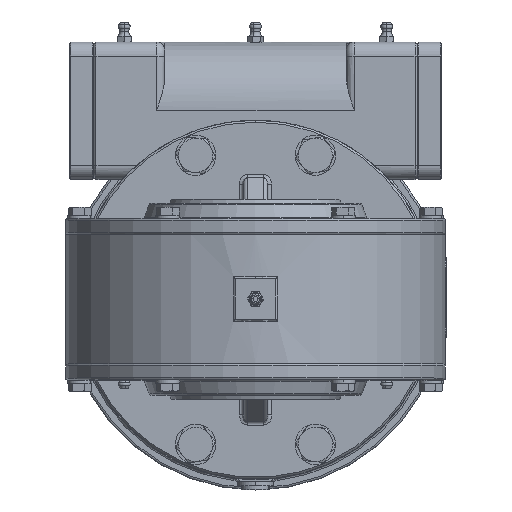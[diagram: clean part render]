
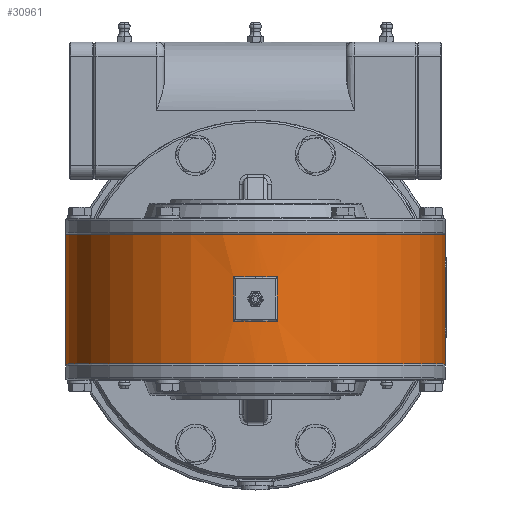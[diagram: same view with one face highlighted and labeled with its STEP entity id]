
A CAD part, top view. The second image highlights one B-rep face of the part: STEP entity #30961.
In plain terms, the highlighted cylindrical face has radius 94 mm (diameter 188 mm), a partial arc.
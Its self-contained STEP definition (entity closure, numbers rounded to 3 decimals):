
#574 = DIRECTION ( 'NONE',  ( 0., 1., 0. ) ) ;
#2228 = VERTEX_POINT ( 'NONE', #38090 ) ;
#2577 = FACE_BOUND ( 'NONE', #18197, .T. ) ;
#2740 = CARTESIAN_POINT ( 'NONE',  ( -10.884, -11., 287.568 ) ) ;
#3427 = CIRCLE ( 'NONE', #67141, 94. ) ;
#5926 = ORIENTED_EDGE ( 'NONE', *, *, #13237, .T. ) ;
#6408 = LINE ( 'NONE', #74273, #35834 ) ;
#9841 = CIRCLE ( 'NONE', #22350, 94. ) ;
#11176 = CARTESIAN_POINT ( 'NONE',  ( 94., 32., 194.2 ) ) ;
#11291 = VERTEX_POINT ( 'NONE', #52554 ) ;
#11319 = DIRECTION ( 'NONE',  ( 0., -1., 0. ) ) ;
#12344 = VERTEX_POINT ( 'NONE', #43986 ) ;
#13103 = ORIENTED_EDGE ( 'NONE', *, *, #45159, .T. ) ;
#13237 = EDGE_CURVE ( 'NONE', #12344, #21900, #24203, .T. ) ;
#13400 = CIRCLE ( 'NONE', #51542, 94. ) ;
#13602 = VECTOR ( 'NONE', #21308, 1000. ) ;
#14720 = LINE ( 'NONE', #65831, #59357 ) ;
#16942 = CARTESIAN_POINT ( 'NONE',  ( 10.884, 32., 287.568 ) ) ;
#17671 = CARTESIAN_POINT ( 'NONE',  ( 0., 11., 194.2 ) ) ;
#18197 = EDGE_LOOP ( 'NONE', ( #13103, #29186, #5926, #56207, #70908 ) ) ;
#18480 = DIRECTION ( 'NONE',  ( 0., 0., 1. ) ) ;
#21308 = DIRECTION ( 'NONE',  ( 0., 1., 0. ) ) ;
#21900 = VERTEX_POINT ( 'NONE', #56126 ) ;
#22350 = AXIS2_PLACEMENT_3D ( 'NONE', #17671, #78491, #18480 ) ;
#23563 = EDGE_LOOP ( 'NONE', ( #24482, #76927, #70251, #78860 ) ) ;
#24047 = EDGE_CURVE ( 'NONE', #36466, #42821, #74672, .T. ) ;
#24203 = CIRCLE ( 'NONE', #72847, 94. ) ;
#24482 = ORIENTED_EDGE ( 'NONE', *, *, #74900, .T. ) ;
#25509 = CARTESIAN_POINT ( 'NONE',  ( 0., -11., 194.2 ) ) ;
#26044 = DIRECTION ( 'NONE',  ( 0., 0., -1. ) ) ;
#28291 = AXIS2_PLACEMENT_3D ( 'NONE', #53966, #65738, #71872 ) ;
#28997 = VERTEX_POINT ( 'NONE', #11176 ) ;
#29120 = DIRECTION ( 'NONE',  ( 0., -1., 0. ) ) ;
#29186 = ORIENTED_EDGE ( 'NONE', *, *, #59000, .T. ) ;
#30961 = ADVANCED_FACE ( 'NONE', ( #2577, #38703 ), #54851, .T. ) ;
#33082 = CARTESIAN_POINT ( 'NONE',  ( -10.884, 11., 287.568 ) ) ;
#35834 = VECTOR ( 'NONE', #68394, 1000. ) ;
#36466 = VERTEX_POINT ( 'NONE', #42408 ) ;
#37086 = EDGE_CURVE ( 'NONE', #28997, #11291, #6408, .T. ) ;
#38090 = CARTESIAN_POINT ( 'NONE',  ( -94., -32., 194.2 ) ) ;
#38703 = FACE_OUTER_BOUND ( 'NONE', #23563, .T. ) ;
#39077 = DIRECTION ( 'NONE',  ( 1., 0., 0. ) ) ;
#42408 = CARTESIAN_POINT ( 'NONE',  ( 10.884, -11., 287.568 ) ) ;
#42536 = CARTESIAN_POINT ( 'NONE',  ( 0., 11., 194.2 ) ) ;
#42821 = VERTEX_POINT ( 'NONE', #2740 ) ;
#43520 = VERTEX_POINT ( 'NONE', #51164 ) ;
#43986 = CARTESIAN_POINT ( 'NONE',  ( 0., 11., 288.2 ) ) ;
#45133 = DIRECTION ( 'NONE',  ( 0., -1., 0. ) ) ;
#45159 = EDGE_CURVE ( 'NONE', #42821, #55830, #48694, .T. ) ;
#45671 = CARTESIAN_POINT ( 'NONE',  ( -10.884, 32., 287.568 ) ) ;
#46561 = EDGE_CURVE ( 'NONE', #11291, #2228, #13400, .T. ) ;
#48694 = LINE ( 'NONE', #45671, #13602 ) ;
#49806 = EDGE_CURVE ( 'NONE', #21900, #36466, #58249, .T. ) ;
#51122 = DIRECTION ( 'NONE',  ( 1., 0., 0. ) ) ;
#51164 = CARTESIAN_POINT ( 'NONE',  ( -94., 32., 194.2 ) ) ;
#51542 = AXIS2_PLACEMENT_3D ( 'NONE', #76174, #51907, #51122 ) ;
#51907 = DIRECTION ( 'NONE',  ( 0., -1., 0. ) ) ;
#52554 = CARTESIAN_POINT ( 'NONE',  ( 94., -32., 194.2 ) ) ;
#52799 = EDGE_CURVE ( 'NONE', #43520, #2228, #14720, .T. ) ;
#53966 = CARTESIAN_POINT ( 'NONE',  ( 0., 32., 194.2 ) ) ;
#54851 = CYLINDRICAL_SURFACE ( 'NONE', #28291, 94. ) ;
#55289 = DIRECTION ( 'NONE',  ( 0., 0., 1. ) ) ;
#55830 = VERTEX_POINT ( 'NONE', #33082 ) ;
#56126 = CARTESIAN_POINT ( 'NONE',  ( 10.884, 11., 287.568 ) ) ;
#56207 = ORIENTED_EDGE ( 'NONE', *, *, #49806, .T. ) ;
#58249 = LINE ( 'NONE', #16942, #72530 ) ;
#59000 = EDGE_CURVE ( 'NONE', #55830, #12344, #9841, .T. ) ;
#59357 = VECTOR ( 'NONE', #11319, 1000. ) ;
#65738 = DIRECTION ( 'NONE',  ( 0., -1., 0. ) ) ;
#65831 = CARTESIAN_POINT ( 'NONE',  ( -94., 32., 194.2 ) ) ;
#67141 = AXIS2_PLACEMENT_3D ( 'NONE', #76064, #45133, #39077 ) ;
#68065 = DIRECTION ( 'NONE',  ( 0., -1., 0. ) ) ;
#68394 = DIRECTION ( 'NONE',  ( 0., -1., 0. ) ) ;
#70251 = ORIENTED_EDGE ( 'NONE', *, *, #46561, .F. ) ;
#70908 = ORIENTED_EDGE ( 'NONE', *, *, #24047, .T. ) ;
#71663 = AXIS2_PLACEMENT_3D ( 'NONE', #25509, #68065, #26044 ) ;
#71872 = DIRECTION ( 'NONE',  ( 1., 0., 0. ) ) ;
#72530 = VECTOR ( 'NONE', #29120, 1000. ) ;
#72847 = AXIS2_PLACEMENT_3D ( 'NONE', #42536, #574, #55289 ) ;
#74273 = CARTESIAN_POINT ( 'NONE',  ( 94., 32., 194.2 ) ) ;
#74672 = CIRCLE ( 'NONE', #71663, 94. ) ;
#74900 = EDGE_CURVE ( 'NONE', #28997, #43520, #3427, .T. ) ;
#76064 = CARTESIAN_POINT ( 'NONE',  ( 0., 32., 194.2 ) ) ;
#76174 = CARTESIAN_POINT ( 'NONE',  ( 0., -32., 194.2 ) ) ;
#76927 = ORIENTED_EDGE ( 'NONE', *, *, #52799, .T. ) ;
#78491 = DIRECTION ( 'NONE',  ( 0., 1., 0. ) ) ;
#78860 = ORIENTED_EDGE ( 'NONE', *, *, #37086, .F. ) ;
